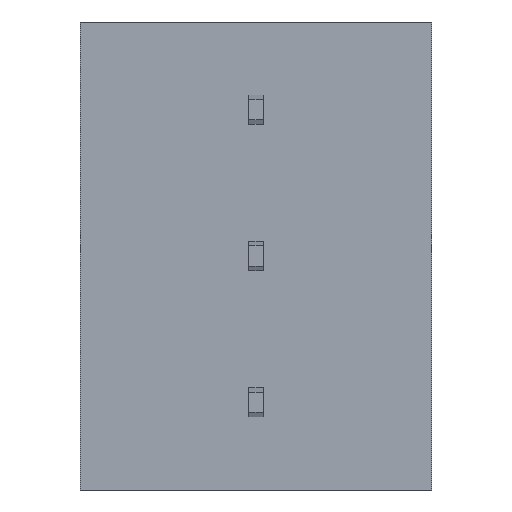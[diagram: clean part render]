
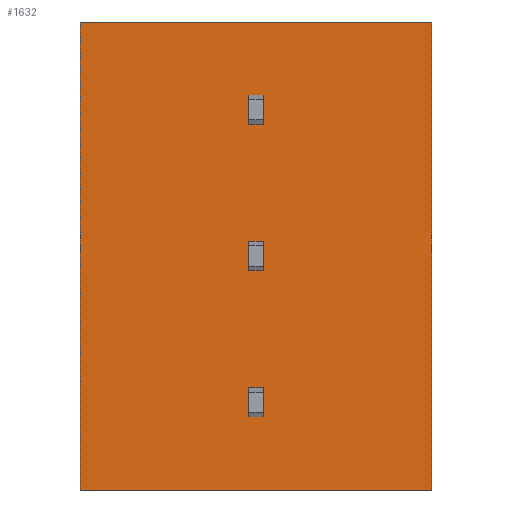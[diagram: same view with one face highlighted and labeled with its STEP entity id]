
A CAD part, front view. The second image highlights one B-rep face of the part: STEP entity #1632.
In plain terms, the highlighted planar face has unit normal (0, -1, 0).
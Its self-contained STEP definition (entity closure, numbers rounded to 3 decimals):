
#40=DIRECTION('',(1.,0.,0.));
#41=VECTOR('',#40,12.);
#42=CARTESIAN_POINT('',(-6.,-5.4,-13.));
#43=LINE('',#42,#41);
#321=DIRECTION('',(0.,0.,1.));
#322=VECTOR('',#321,16.);
#323=CARTESIAN_POINT('',(6.,-5.4,-13.));
#324=LINE('',#323,#322);
#325=DIRECTION('',(0.,0.,1.));
#326=VECTOR('',#325,16.);
#327=CARTESIAN_POINT('',(-6.,-5.4,-13.));
#328=LINE('',#327,#326);
#329=DIRECTION('',(0.,0.,1.));
#330=VECTOR('',#329,1.);
#331=CARTESIAN_POINT('',(0.25,-5.4,-0.5));
#332=LINE('',#331,#330);
#333=DIRECTION('',(1.,0.,0.));
#334=VECTOR('',#333,0.5);
#335=CARTESIAN_POINT('',(-0.25,-5.4,0.5));
#336=LINE('',#335,#334);
#337=DIRECTION('',(0.,0.,1.));
#338=VECTOR('',#337,1.);
#339=CARTESIAN_POINT('',(-0.25,-5.4,-0.5));
#340=LINE('',#339,#338);
#341=DIRECTION('',(1.,0.,0.));
#342=VECTOR('',#341,0.5);
#343=CARTESIAN_POINT('',(-0.25,-5.4,-0.5));
#344=LINE('',#343,#342);
#345=DIRECTION('',(0.,0.,-1.));
#346=VECTOR('',#345,1.);
#347=CARTESIAN_POINT('',(0.25,-5.4,-4.5));
#348=LINE('',#347,#346);
#349=DIRECTION('',(1.,0.,0.));
#350=VECTOR('',#349,0.5);
#351=CARTESIAN_POINT('',(-0.25,-5.4,-4.5));
#352=LINE('',#351,#350);
#353=DIRECTION('',(0.,0.,-1.));
#354=VECTOR('',#353,1.);
#355=CARTESIAN_POINT('',(-0.25,-5.4,-4.5));
#356=LINE('',#355,#354);
#357=DIRECTION('',(1.,0.,0.));
#358=VECTOR('',#357,0.5);
#359=CARTESIAN_POINT('',(-0.25,-5.4,-5.5));
#360=LINE('',#359,#358);
#361=DIRECTION('',(0.,0.,-1.));
#362=VECTOR('',#361,1.);
#363=CARTESIAN_POINT('',(0.25,-5.4,-9.5));
#364=LINE('',#363,#362);
#365=DIRECTION('',(1.,0.,0.));
#366=VECTOR('',#365,0.5);
#367=CARTESIAN_POINT('',(-0.25,-5.4,-9.5));
#368=LINE('',#367,#366);
#369=DIRECTION('',(0.,0.,-1.));
#370=VECTOR('',#369,1.);
#371=CARTESIAN_POINT('',(-0.25,-5.4,-9.5));
#372=LINE('',#371,#370);
#373=DIRECTION('',(1.,0.,0.));
#374=VECTOR('',#373,0.5);
#375=CARTESIAN_POINT('',(-0.25,-5.4,-10.5));
#376=LINE('',#375,#374);
#655=DIRECTION('',(1.,0.,0.));
#656=VECTOR('',#655,12.);
#657=CARTESIAN_POINT('',(-6.,-5.4,3.));
#658=LINE('',#657,#656);
#849=CARTESIAN_POINT('',(-6.,-5.4,-13.));
#850=CARTESIAN_POINT('',(6.,-5.4,-13.));
#851=VERTEX_POINT('',#849);
#852=VERTEX_POINT('',#850);
#853=CARTESIAN_POINT('',(-6.,-5.4,3.));
#854=CARTESIAN_POINT('',(6.,-5.4,3.));
#855=VERTEX_POINT('',#853);
#856=VERTEX_POINT('',#854);
#921=CARTESIAN_POINT('',(0.25,-5.4,-0.5));
#922=CARTESIAN_POINT('',(0.25,-5.4,0.5));
#923=VERTEX_POINT('',#921);
#924=VERTEX_POINT('',#922);
#925=CARTESIAN_POINT('',(-0.25,-5.4,-0.5));
#926=CARTESIAN_POINT('',(-0.25,-5.4,0.5));
#927=VERTEX_POINT('',#925);
#928=VERTEX_POINT('',#926);
#945=CARTESIAN_POINT('',(0.25,-5.4,-4.5));
#946=CARTESIAN_POINT('',(0.25,-5.4,-5.5));
#947=VERTEX_POINT('',#945);
#948=VERTEX_POINT('',#946);
#949=CARTESIAN_POINT('',(-0.25,-5.4,-4.5));
#950=CARTESIAN_POINT('',(-0.25,-5.4,-5.5));
#951=VERTEX_POINT('',#949);
#952=VERTEX_POINT('',#950);
#1049=CARTESIAN_POINT('',(0.25,-5.4,-9.5));
#1050=CARTESIAN_POINT('',(0.25,-5.4,-10.5));
#1051=VERTEX_POINT('',#1049);
#1052=VERTEX_POINT('',#1050);
#1053=CARTESIAN_POINT('',(-0.25,-5.4,-9.5));
#1054=CARTESIAN_POINT('',(-0.25,-5.4,-10.5));
#1055=VERTEX_POINT('',#1053);
#1056=VERTEX_POINT('',#1054);
#1589=CARTESIAN_POINT('',(-6.,-5.4,-13.));
#1590=DIRECTION('',(0.,-1.,0.));
#1591=DIRECTION('',(1.,0.,0.));
#1592=AXIS2_PLACEMENT_3D('',#1589,#1590,#1591);
#1593=PLANE('',#1592);
#1594=ORIENTED_EDGE('',*,*,#1134,.F.);
#1596=ORIENTED_EDGE('',*,*,#1595,.T.);
#1598=ORIENTED_EDGE('',*,*,#1597,.T.);
#1599=ORIENTED_EDGE('',*,*,#1582,.F.);
#1600=EDGE_LOOP('',(#1594,#1596,#1598,#1599));
#1601=FACE_OUTER_BOUND('',#1600,.F.);
#1603=ORIENTED_EDGE('',*,*,#1602,.T.);
#1605=ORIENTED_EDGE('',*,*,#1604,.F.);
#1607=ORIENTED_EDGE('',*,*,#1606,.F.);
#1609=ORIENTED_EDGE('',*,*,#1608,.T.);
#1610=EDGE_LOOP('',(#1603,#1605,#1607,#1609));
#1611=FACE_BOUND('',#1610,.F.);
#1613=ORIENTED_EDGE('',*,*,#1612,.F.);
#1615=ORIENTED_EDGE('',*,*,#1614,.F.);
#1617=ORIENTED_EDGE('',*,*,#1616,.T.);
#1619=ORIENTED_EDGE('',*,*,#1618,.T.);
#1620=EDGE_LOOP('',(#1613,#1615,#1617,#1619));
#1621=FACE_BOUND('',#1620,.F.);
#1623=ORIENTED_EDGE('',*,*,#1622,.F.);
#1625=ORIENTED_EDGE('',*,*,#1624,.F.);
#1627=ORIENTED_EDGE('',*,*,#1626,.T.);
#1629=ORIENTED_EDGE('',*,*,#1628,.T.);
#1630=EDGE_LOOP('',(#1623,#1625,#1627,#1629));
#1631=FACE_BOUND('',#1630,.F.);
#1134=EDGE_CURVE('',#851,#852,#43,.T.);
#1582=EDGE_CURVE('',#852,#856,#324,.T.);
#1595=EDGE_CURVE('',#851,#855,#328,.T.);
#1597=EDGE_CURVE('',#855,#856,#658,.T.);
#1602=EDGE_CURVE('',#923,#924,#332,.T.);
#1604=EDGE_CURVE('',#928,#924,#336,.T.);
#1606=EDGE_CURVE('',#927,#928,#340,.T.);
#1608=EDGE_CURVE('',#927,#923,#344,.T.);
#1612=EDGE_CURVE('',#947,#948,#348,.T.);
#1614=EDGE_CURVE('',#951,#947,#352,.T.);
#1616=EDGE_CURVE('',#951,#952,#356,.T.);
#1618=EDGE_CURVE('',#952,#948,#360,.T.);
#1622=EDGE_CURVE('',#1051,#1052,#364,.T.);
#1624=EDGE_CURVE('',#1055,#1051,#368,.T.);
#1626=EDGE_CURVE('',#1055,#1056,#372,.T.);
#1628=EDGE_CURVE('',#1056,#1052,#376,.T.);
#1632=ADVANCED_FACE('',(#1601,#1611,#1621,#1631),#1593,.T.);
